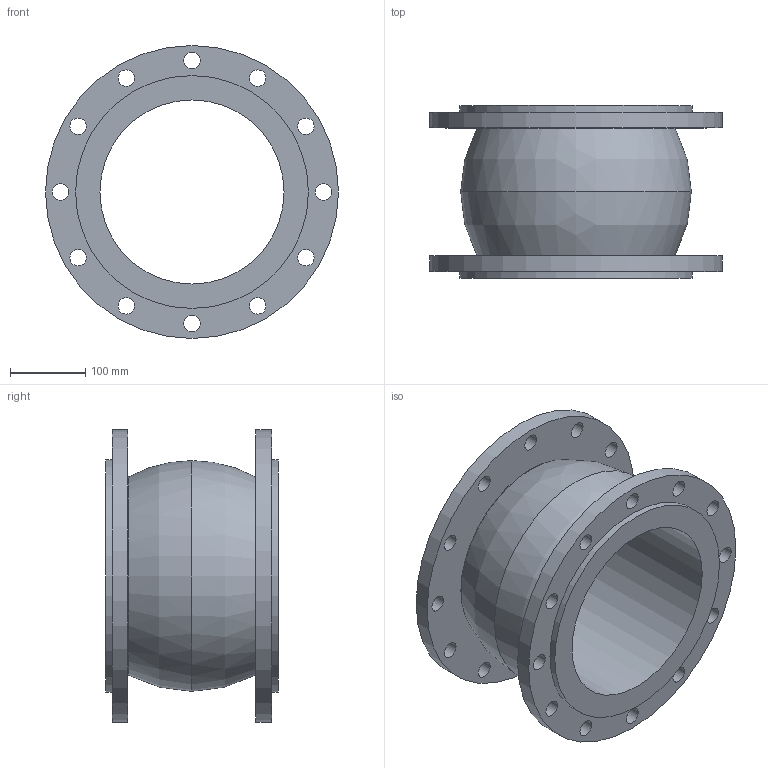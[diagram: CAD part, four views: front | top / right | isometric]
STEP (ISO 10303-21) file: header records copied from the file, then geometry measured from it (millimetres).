
FILE_DESCRIPTION(/* description */ ('Гибкая антивибрационная вставка ZKV EPDM PN10, DN250'),/* implementation_level */ '2;1');
FILE_NAME(/* name */ 'Гибкая антивибрационная вставка ZKV EPDM PN10, DN250.stp',/* time_stamp */ '2024-02-20T11:06:15+03:00',/* author */ ('Сазонов'),/* organization */ (''),/* preprocessor_version */ 'ST-DEVELOPER v18.1',/* originating_system */ 'Autodesk Inventor 2022',/* authorisation */ '');
FILE_SCHEMA (('AUTOMOTIVE_DESIGN { 1 0 10303 214 3 1 1 }'));
Length unit declared in the file: millimetre
Products named in the file (1): Гибкая антивибрационная 
вставка ZKV EPDM PN10, DN250
Bounding box: 390 x 230 x 390 mm (x, y, z)
Volume: 6799186.3 mm3; surface area: 700033.7 mm2
Topology: 1 solids, 1 shells, 39 faces, 96 edges, 63 vertices
Faces by surface type: cylinder 29, plane 6, torus 2, bspline 2
Full cylindrical faces by diameter (mm): 22 x24, 245 x1, 309.991 x2, 390 x2
Entity records: 1435 total; most frequent: CARTESIAN_POINT 251, DIRECTION 239, ORIENTED_EDGE 192, AXIS2_PLACEMENT_3D 105, EDGE_CURVE 96, EDGE_LOOP 93, CIRCLE 67, VERTEX_POINT 63
